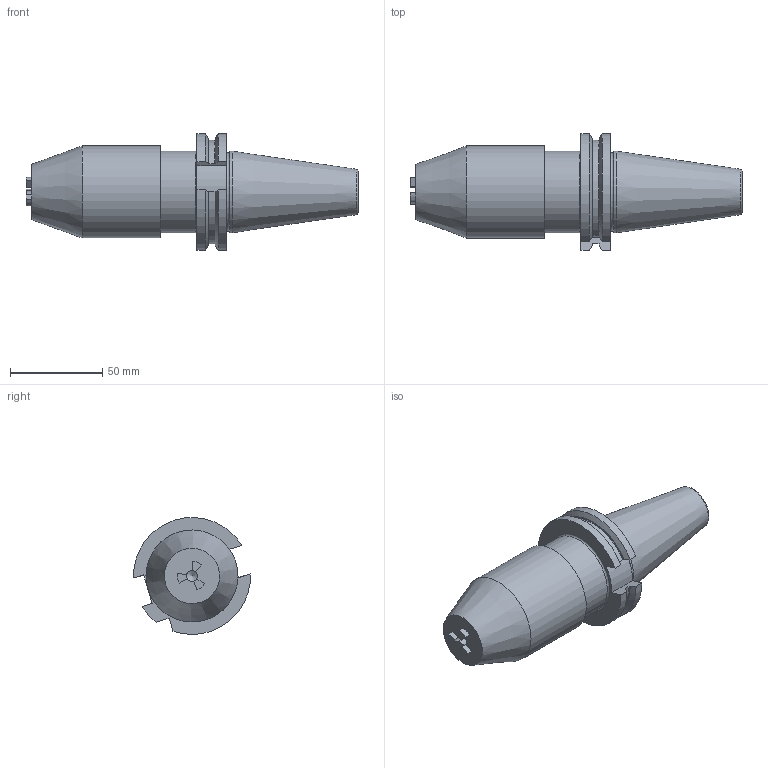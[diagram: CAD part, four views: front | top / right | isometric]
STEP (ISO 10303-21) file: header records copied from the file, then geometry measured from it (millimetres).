
FILE_DESCRIPTION(/* description */ (''),/* implementation_level */ '2;1');
FILE_NAME(/* name */ '308540113.stp',/* time_stamp */ '2023-06-16T09:41:59+02:00',/* author */ ('angermaier'),/* organization */ (''),/* preprocessor_version */ 'ST-DEVELOPER v18.1',/* originating_system */ 'Autodesk Inventor 2022',/* authorisation */ '');
FILE_SCHEMA (('CONFIG_CONTROL_DESIGN'));
Length unit declared in the file: millimetre
Products named in the file (1): 308540113.mb
Bounding box: 180.4 x 63.51 x 63.53 mm (x, y, z)
Volume: 252987.1 mm3; surface area: 33274.4 mm2
Topology: 3 solids, 3 shells, 87 faces, 213 edges, 139 vertices
Faces by surface type: plane 35, cylinder 31, cone 11, torus 6, bspline 4
Full cylindrical faces by diameter (mm): 6 x1, 13.835 x1, 17 x1, 44.45 x2, 50 x1
Entity records: 2748 total; most frequent: CARTESIAN_POINT 552, DIRECTION 454, ORIENTED_EDGE 422, EDGE_CURVE 211, AXIS2_PLACEMENT_3D 183, VERTEX_POINT 139, EDGE_LOOP 96, LINE 88
